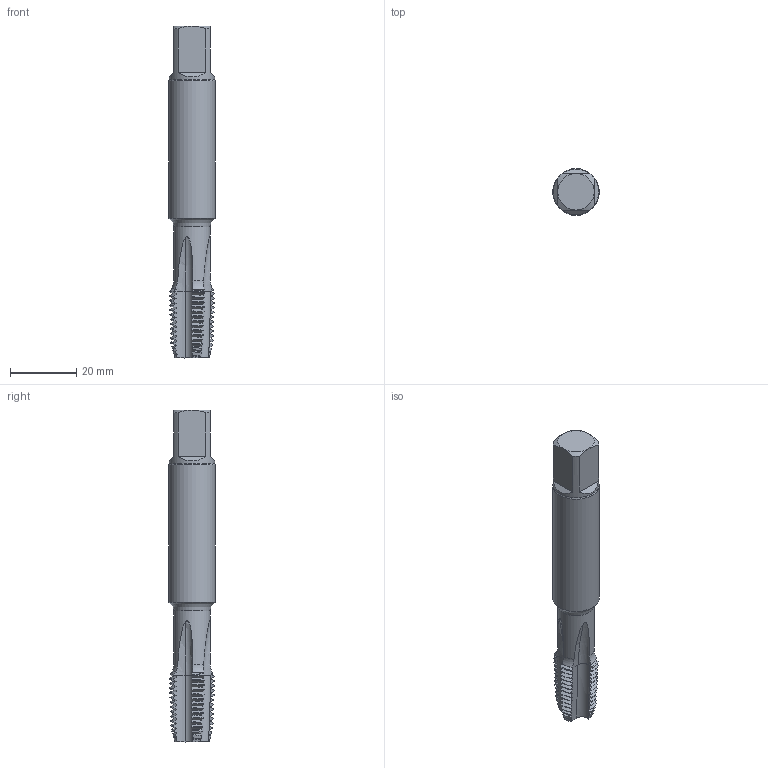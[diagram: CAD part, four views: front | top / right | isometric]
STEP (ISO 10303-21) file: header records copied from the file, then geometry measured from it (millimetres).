
FILE_DESCRIPTION(/* description */ (''),/* implementation_level */ '2;1');
FILE_NAME(/* name */ 'T30-SU46C03-1_4-18-R_Detailed.stp',/* time_stamp */ '2024-09-10T11:49:22+02:00',/* author */ (''),/* organization */ (''),/* preprocessor_version */ 'ST-DEVELOPER v18.102',/* originating_system */ 'SIEMENS PLM Software NX2206.8101',/* authorisation */ '');
FILE_SCHEMA (('AUTOMOTIVE_DESIGN { 1 0 10303 214 3 1 1 1 }'));
Length unit declared in the file: millimetre
Products named in the file (1): T30-SU46C03-1_4-18-R_Detailed_objects
Bounding box: 14 x 14 x 100 mm (x, y, z)
Volume: 11521.6 mm3; surface area: 4751.6 mm2
Topology: 2 solids, 2 shells, 302 faces, 889 edges, 595 vertices
Faces by surface type: cone 178, torus 79, cylinder 27, plane 16, sphere 2
Full cylindrical faces by diameter (mm): 11 x1, 13.7 x1, 14 x1
Entity records: 13595 total; most frequent: CARTESIAN_POINT 6994, ORIENTED_EDGE 1762, EDGE_CURVE 881, B_SPLINE_CURVE_WITH_KNOTS 784, DIRECTION 781, VERTEX_POINT 588, AXIS2_PLACEMENT_3D 377, EDGE_LOOP 307
